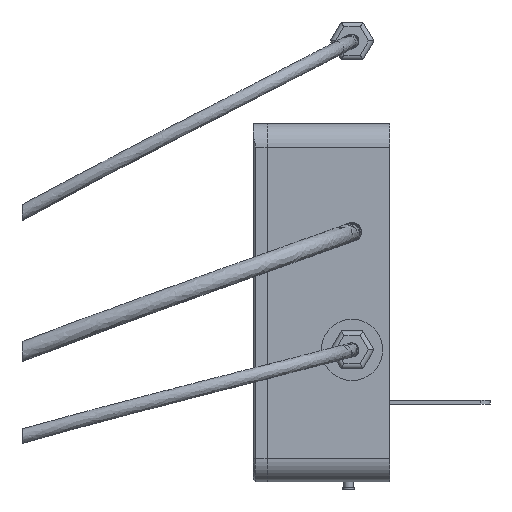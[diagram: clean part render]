
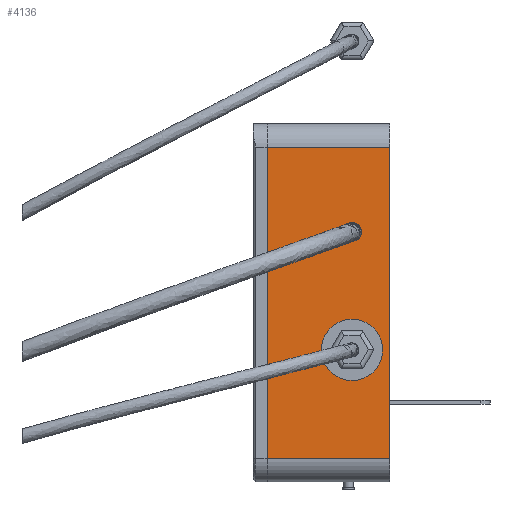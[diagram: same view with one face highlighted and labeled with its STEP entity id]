
A CAD part, left-side view. The second image highlights one B-rep face of the part: STEP entity #4136.
In plain terms, the highlighted planar face has unit normal (-1, 0, 0).
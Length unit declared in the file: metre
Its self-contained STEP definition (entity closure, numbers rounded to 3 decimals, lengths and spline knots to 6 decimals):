
#234=FACE_BOUND('',#791,.T.);
#235=FACE_BOUND('',#792,.T.);
#335=PLANE('',#4634);
#520=FACE_OUTER_BOUND('',#790,.T.);
#790=EDGE_LOOP('',(#3459,#3460,#3461,#3462));
#791=EDGE_LOOP('',(#3463));
#792=EDGE_LOOP('',(#3464));
#1088=LINE('',#7397,#1454);
#1097=LINE('',#7417,#1463);
#1107=LINE('',#7458,#1473);
#1152=LINE('',#7588,#1518);
#1454=VECTOR('',#5450,0.01);
#1463=VECTOR('',#5465,1.);
#1473=VECTOR('',#5501,1.);
#1518=VECTOR('',#5612,1.);
#1758=CIRCLE('',#4635,0.001985);
#1759=CIRCLE('',#4636,0.0065);
#2002=VERTEX_POINT('',#7394);
#2003=VERTEX_POINT('',#7396);
#2011=VERTEX_POINT('',#7416);
#2029=VERTEX_POINT('',#7456);
#2082=VERTEX_POINT('',#7589);
#2083=VERTEX_POINT('',#7591);
#2475=EDGE_CURVE('',#2002,#2003,#1088,.T.);
#2485=EDGE_CURVE('',#2003,#2011,#1097,.T.);
#2506=EDGE_CURVE('',#2002,#2029,#1107,.T.);
#2571=EDGE_CURVE('',#2011,#2029,#1152,.T.);
#2572=EDGE_CURVE('',#2082,#2082,#1758,.T.);
#2573=EDGE_CURVE('',#2083,#2083,#1759,.T.);
#3459=ORIENTED_EDGE('',*,*,#2475,.F.);
#3460=ORIENTED_EDGE('',*,*,#2506,.T.);
#3461=ORIENTED_EDGE('',*,*,#2571,.F.);
#3462=ORIENTED_EDGE('',*,*,#2485,.F.);
#3463=ORIENTED_EDGE('',*,*,#2572,.F.);
#3464=ORIENTED_EDGE('',*,*,#2573,.F.);
#4136=ADVANCED_FACE('',(#520,#234,#235),#335,.F.);
#4634=AXIS2_PLACEMENT_3D('',#7587,#5610,#5611);
#4635=AXIS2_PLACEMENT_3D('',#7590,#5613,#5614);
#4636=AXIS2_PLACEMENT_3D('',#7592,#5615,#5616);
#5450=DIRECTION('',(0.,-1.,0.));
#5465=DIRECTION('',(0.,0.,-1.));
#5501=DIRECTION('',(0.,0.,-1.));
#5610=DIRECTION('center_axis',(1.,0.,0.));
#5611=DIRECTION('ref_axis',(0.,1.,0.));
#5612=DIRECTION('',(0.,1.,0.));
#5613=DIRECTION('center_axis',(-1.,0.,0.));
#5614=DIRECTION('ref_axis',(0.,-1.,0.));
#5615=DIRECTION('center_axis',(-1.,0.,0.));
#5616=DIRECTION('ref_axis',(0.,-1.,0.));
#7394=CARTESIAN_POINT('',(0.015165,0.,0.153854));
#7396=CARTESIAN_POINT('',(0.015165,-0.026,0.153854));
#7397=CARTESIAN_POINT('',(0.015165,-0.0275,0.153854));
#7416=CARTESIAN_POINT('',(0.015165,-0.026,0.087854));
#7417=CARTESIAN_POINT('',(0.015165,-0.026,0.153854));
#7456=CARTESIAN_POINT('',(0.015165,0.,0.087854));
#7458=CARTESIAN_POINT('',(0.015165,0.,0.153854));
#7587=CARTESIAN_POINT('Origin',(0.015165,-0.026,0.153854));
#7588=CARTESIAN_POINT('',(0.015165,-0.026,0.087854));
#7589=CARTESIAN_POINT('',(0.015165,-0.016015,0.135854));
#7590=CARTESIAN_POINT('Origin',(0.015165,-0.018,0.135854));
#7591=CARTESIAN_POINT('',(0.015165,-0.0115,0.110854));
#7592=CARTESIAN_POINT('Origin',(0.015165,-0.018,0.110854));
